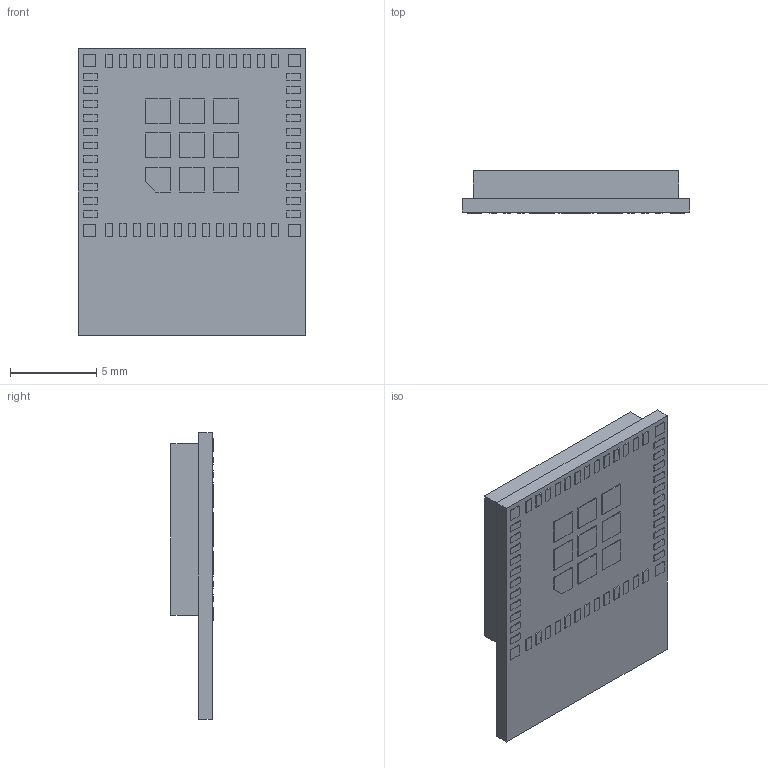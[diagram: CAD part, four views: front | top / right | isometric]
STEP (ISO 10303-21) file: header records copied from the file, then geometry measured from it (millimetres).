
FILE_DESCRIPTION(/* description */ (''),/* implementation_level */ '2;1');
FILE_NAME(/* name */ 'ESP32-pico-mini-02 v2.step',/* time_stamp */ '2021-06-28T21:05:24+02:00',/* author */ (''),/* organization */ (''),/* preprocessor_version */ 'ST-DEVELOPER v18.1',/* originating_system */ 'Autodesk Translation Framework v10.9.0.1377',/* authorisation */ '');
FILE_SCHEMA (('AUTOMOTIVE_DESIGN { 1 0 10303 214 3 1 1 }'));
Length unit declared in the file: millimetre
Products named in the file (4): ESP32-pico-mini-02; FR4-PCB; ALU-CAP; Pads
Assembly tree (3 placements, depth 2):
  ESP32-pico-mini-02
    FR4-PCB
    ALU-CAP
    Pads
Bounding box: 13.2 x 2.45 x 16.6 mm (x, y, z)
Volume: 367.3 mm3; surface area: 874.8 mm2
Topology: 63 solids, 63 shells, 379 faces, 759 edges, 506 vertices
Faces by surface type: plane 379
Entity records: 9700 total; most frequent: CARTESIAN_POINT 1652, DIRECTION 1533, ORIENTED_EDGE 1518, LINE 759, VECTOR 759, EDGE_CURVE 759, VERTEX_POINT 506, AXIS2_PLACEMENT_3D 387
